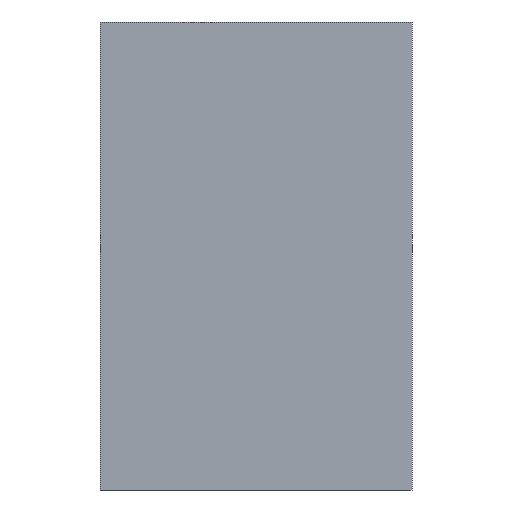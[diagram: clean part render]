
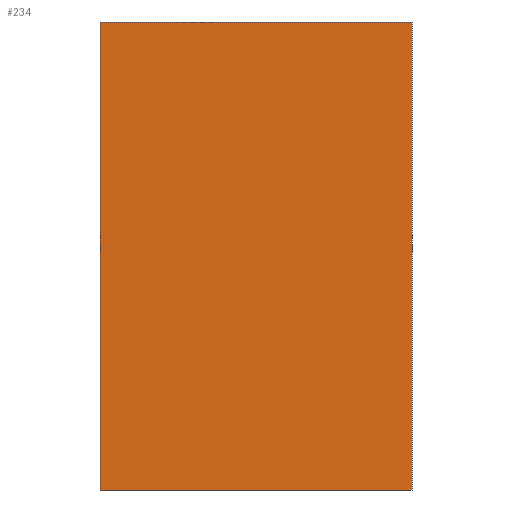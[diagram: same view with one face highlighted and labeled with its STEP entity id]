
A CAD part, left-side view. The second image highlights one B-rep face of the part: STEP entity #234.
In plain terms, the highlighted planar face has unit normal (-1, 0, 0).
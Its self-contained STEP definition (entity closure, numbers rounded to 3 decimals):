
#28=FACE_OUTER_BOUND('',#40,.T.);
#40=EDGE_LOOP('',(#201,#202,#203,#204));
#66=LINE('',#376,#96);
#69=LINE('',#382,#99);
#71=LINE('',#385,#101);
#72=LINE('',#386,#102);
#96=VECTOR('',#308,10.);
#99=VECTOR('',#313,10.);
#101=VECTOR('',#317,10.);
#102=VECTOR('',#318,10.);
#119=VERTEX_POINT('',#373);
#120=VERTEX_POINT('',#375);
#121=VERTEX_POINT('',#379);
#122=VERTEX_POINT('',#381);
#146=EDGE_CURVE('',#119,#120,#66,.T.);
#149=EDGE_CURVE('',#122,#121,#69,.T.);
#151=EDGE_CURVE('',#122,#119,#71,.T.);
#152=EDGE_CURVE('',#120,#121,#72,.T.);
#201=ORIENTED_EDGE('',*,*,#151,.F.);
#202=ORIENTED_EDGE('',*,*,#149,.T.);
#203=ORIENTED_EDGE('',*,*,#152,.F.);
#204=ORIENTED_EDGE('',*,*,#146,.F.);
#222=PLANE('',#261);
#234=ADVANCED_FACE('',(#28),#222,.T.);
#261=AXIS2_PLACEMENT_3D('',#384,#315,#316);
#308=DIRECTION('',(0.,1.,0.));
#313=DIRECTION('',(0.,1.,0.));
#315=DIRECTION('center_axis',(-1.,0.,0.));
#316=DIRECTION('ref_axis',(0.,0.,1.));
#317=DIRECTION('',(0.,0.,-1.));
#318=DIRECTION('',(0.,0.,1.));
#373=CARTESIAN_POINT('',(-6.,0.,-3.75));
#375=CARTESIAN_POINT('',(-6.,5.,-3.75));
#376=CARTESIAN_POINT('',(-6.,0.,-3.75));
#379=CARTESIAN_POINT('',(-6.,5.,3.75));
#381=CARTESIAN_POINT('',(-6.,0.,3.75));
#382=CARTESIAN_POINT('',(-6.,0.,3.75));
#384=CARTESIAN_POINT('Origin',(-6.,0.,-3.75));
#385=CARTESIAN_POINT('',(-6.,0.,3.75));
#386=CARTESIAN_POINT('',(-6.,5.,3.75));
